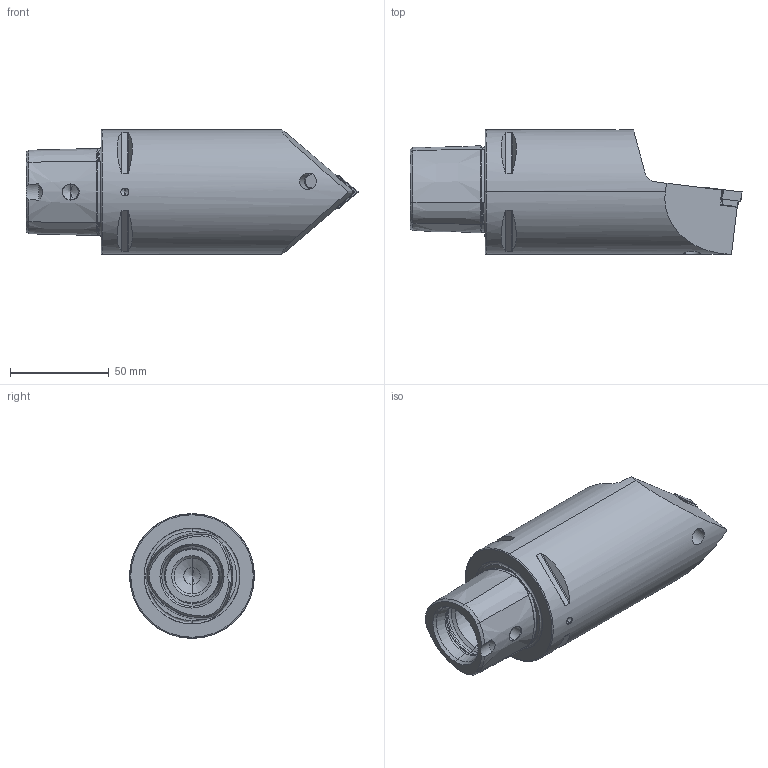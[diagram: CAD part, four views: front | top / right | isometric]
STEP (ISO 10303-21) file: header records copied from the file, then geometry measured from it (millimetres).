
FILE_DESCRIPTION (( 'STEP AP203' ), '1' );
FILE_NAME ('PS6-PCD.NMA.130.STEP', '2012-04-16T08:49:50', ( 'SwiAdmin' ), ( '' ), 'SwSTEP 2.0', 'SolidWorks 2012', '' );
FILE_SCHEMA (( 'CONFIG_CONTROL_DESIGN' ));
Length unit declared in the file: millimetre
Products named in the file (8): PS6-PCD.NMA.130; WCD-ER4.101.017_A; WCD-ER3.101.000_A; WCD-ER1.101.000; CNMG120404; WCD-ER2.101.003_A; KVT_MB_600_060; PS6-PCD.NMA.130_A
Assembly tree (7 placements, depth 2):
  PS6-PCD.NMA.130
    PS6-PCD.NMA.130_A
    KVT_MB_600_060
    WCD-ER2.101.003_A
    CNMG120404
    WCD-ER1.101.000
    WCD-ER3.101.000_A
    WCD-ER4.101.017_A
Bounding box: 168 x 63 x 63 mm (x, y, z)
Volume: 324095.3 mm3; surface area: 41763.8 mm2
Topology: 8 solids, 8 shells, 337 faces, 815 edges, 487 vertices
Faces by surface type: cone 112, plane 93, cylinder 83, torus 35, bspline 12, sphere 2
Entity records: 11466 total; most frequent: CARTESIAN_POINT 3068, ORIENTED_EDGE 1592, DIRECTION 1582, EDGE_CURVE 796, AXIS2_PLACEMENT_3D 618, VERTEX_POINT 484, EDGE_LOOP 360, LINE 346
